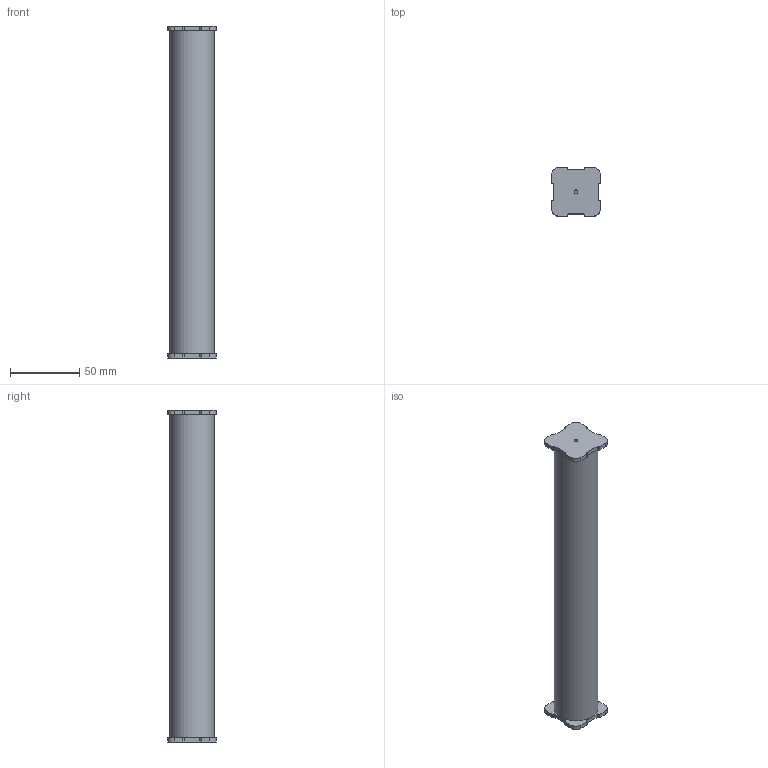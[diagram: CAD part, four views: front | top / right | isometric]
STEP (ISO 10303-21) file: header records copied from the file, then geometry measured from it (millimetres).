
FILE_DESCRIPTION(/* description */ (''),/* implementation_level */ '2;1');
FILE_NAME(/* name */ 'Battery Tube Assembly.stp',/* time_stamp */ '2015-01-16T15:52:31-08:00',/* author */ ('Evil Brian'),/* organization */ (''),/* preprocessor_version */ 'ST-DEVELOPER v15.6',/* originating_system */ 'Autodesk Inventor 2015',/* authorisation */ '');
FILE_SCHEMA (('AUTOMOTIVE_DESIGN { 1 0 10303 214 3 1 1 }'));
Length unit declared in the file: millimetre
Products named in the file (10): BatteryTube; Forward Endcap Outer; Forward Endcap 3mm; Forward Endcap 6mm; Forward Endcap Assembly; Aft Endcap Outer; Aft Endcap Middle; Aft Endcap Inner; Aft Endcap Assemby; Battery Tube Assembly
Bounding box: 35 x 35 x 239 mm (x, y, z)
Volume: 49909.8 mm3; surface area: 56431.3 mm2
Topology: 8 solids, 8 shells, 137 faces, 363 edges, 242 vertices
Faces by surface type: cylinder 72, plane 65
Full cylindrical faces by diameter (mm): 2.8 x4, 3 x2, 4 x1, 19.2 x1, 28.5 x3, 28.575 x1, 31.75 x1
Entity records: 4436 total; most frequent: DIRECTION 792, CARTESIAN_POINT 737, ORIENTED_EDGE 692, EDGE_CURVE 346, AXIS2_PLACEMENT_3D 293, VERTEX_POINT 238, LINE 206, VECTOR 206
